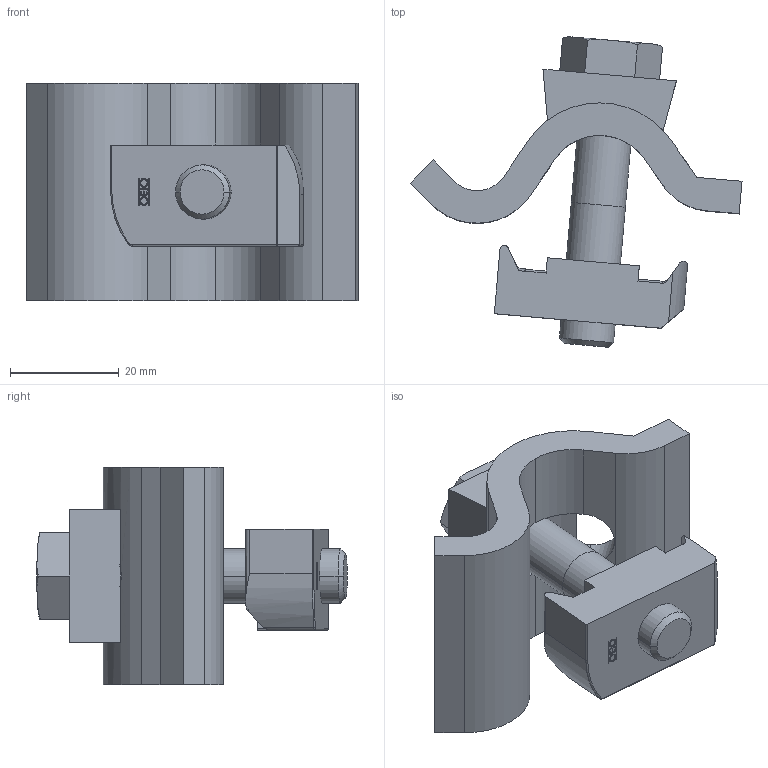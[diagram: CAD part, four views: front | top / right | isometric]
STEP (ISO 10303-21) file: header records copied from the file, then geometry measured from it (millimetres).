
FILE_DESCRIPTION((''),'2;1');
FILE_NAME('6355812_ASM','2013-01-26T',('AndreasKeweloh'),(''),'PRO/ENGINEER BY PARAMETRIC TECHNOLOGY CORPORATION, 2012360','PRO/ENGINEER BY PARAMETRIC TECHNOLOGY CORPORATION, 2012360','');
FILE_SCHEMA(('CONFIG_CONTROL_DESIGN'));
Length unit declared in the file: millimetre
Products named in the file (5): GLEITMUTTER_M10; KLEMMSCHEIBE_M10; SPANNBLECH; SECHSKANTSCHRAUBE_M10X50; 6355812_ASM
Assembly tree (4 placements, depth 2):
  6355812_ASM
    GLEITMUTTER_M10
    KLEMMSCHEIBE_M10
    SPANNBLECH
    SECHSKANTSCHRAUBE_M10X50
Bounding box: 61.19 x 57.24 x 40 mm (x, y, z)
Volume: 30309.5 mm3; surface area: 14166.6 mm2
Topology: 4 solids, 4 shells, 191 faces, 481 edges, 315 vertices
Faces by surface type: plane 97, cylinder 58, extrusion 16, torus 12, cone 4, sphere 2, bspline 2
Entity records: 7562 total; most frequent: CARTESIAN_POINT 2868, ORIENTED_EDGE 962, DIRECTION 910, EDGE_CURVE 481, VERTEX_POINT 315, AXIS2_PLACEMENT_3D 304, VECTOR 302, LINE 286
